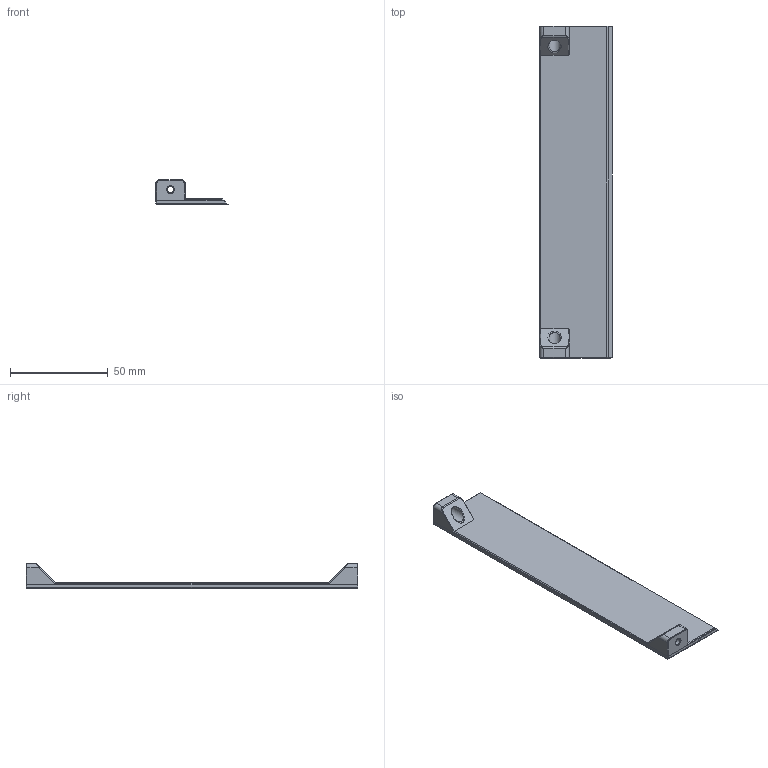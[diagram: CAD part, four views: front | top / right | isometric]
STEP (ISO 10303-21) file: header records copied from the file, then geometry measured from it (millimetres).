
FILE_DESCRIPTION(/* description */ (''),/* implementation_level */ '2;1');
FILE_NAME(/* name */ 'Mid_Panel_Side_Cover_Right_MMU.step',/* time_stamp */ '2024-06-13T08:21:17+01:00',/* author */ (''),/* organization */ (''),/* preprocessor_version */ 'ST-DEVELOPER v20',/* originating_system */ 'Autodesk Translation Framework v13.14.0.145',/* authorisation */ '');
FILE_SCHEMA (('AUTOMOTIVE_DESIGN { 1 0 10303 214 3 1 1 }'));
Length unit declared in the file: millimetre
Products named in the file (1): Mid_Panel_Side_Cover_Right_MMU
Bounding box: 37 x 170 x 12.57 mm (x, y, z)
Volume: 16485.2 mm3; surface area: 31940.4 mm2
Topology: 3 solids, 3 shells, 382 faces, 1094 edges, 720 vertices
Faces by surface type: plane 228, cone 136, bspline 10, cylinder 8
Full cylindrical faces by diameter (mm): 3.3 x2, 6 x2
Entity records: 12909 total; most frequent: CARTESIAN_POINT 2567, ORIENTED_EDGE 2188, DIRECTION 2088, EDGE_CURVE 1094, LINE 798, VECTOR 798, VERTEX_POINT 720, AXIS2_PLACEMENT_3D 645
